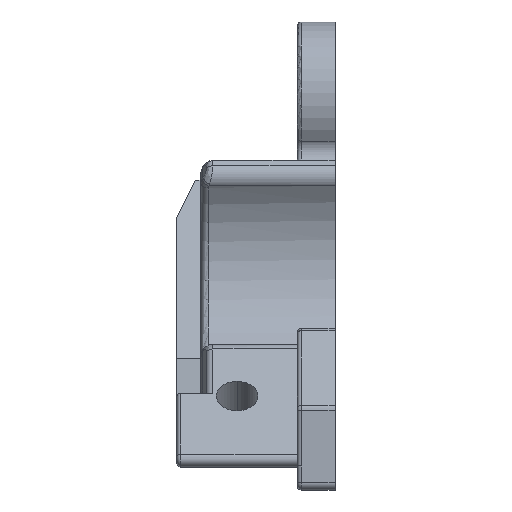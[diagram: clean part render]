
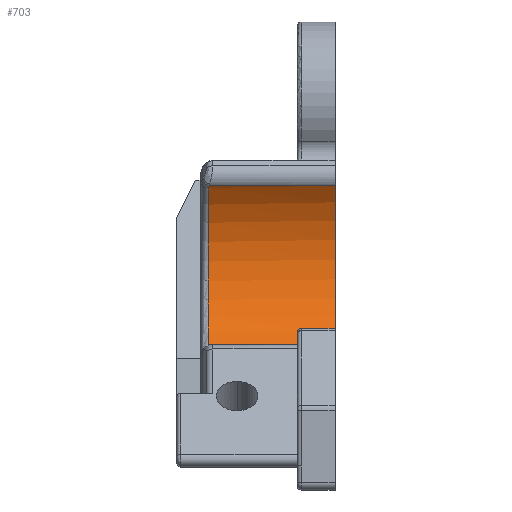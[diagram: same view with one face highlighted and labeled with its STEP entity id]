
A CAD part, left-side view. The second image highlights one B-rep face of the part: STEP entity #703.
In plain terms, the highlighted cylindrical face has radius 15.3 mm (diameter 30.6 mm), a partial arc.
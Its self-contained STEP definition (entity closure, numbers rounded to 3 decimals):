
#16 = CARTESIAN_POINT ( 'NONE',  ( 12.219, 11.8, 9.208 ) ) ;
#40 = VECTOR ( 'NONE', #1590, 1000. ) ;
#166 = DIRECTION ( 'NONE',  ( 0., 0., 1. ) ) ;
#307 = EDGE_CURVE ( 'NONE', #1846, #1162, #2444, .T. ) ;
#364 = CARTESIAN_POINT ( 'NONE',  ( 11.997, -5., 9.495 ) ) ;
#370 = VERTEX_POINT ( 'NONE', #883 ) ;
#416 = FACE_OUTER_BOUND ( 'NONE', #1401, .T. ) ;
#634 = AXIS2_PLACEMENT_3D ( 'NONE', #2222, #1518, #166 ) ;
#650 = CYLINDRICAL_SURFACE ( 'NONE', #1813, 15.3 ) ;
#703 = ADVANCED_FACE ( 'NONE', ( #416 ), #650, .F. ) ;
#883 = CARTESIAN_POINT ( 'NONE',  ( 11.997, 11.724, 9.495 ) ) ;
#945 = EDGE_CURVE ( 'NONE', #2078, #1162, #2011, .T. ) ;
#965 = CIRCLE ( 'NONE', #634, 15.3 ) ;
#1081 = B_SPLINE_CURVE_WITH_KNOTS ( 'NONE', 3,
 ( #2241, #2468, #2079, #16 ),
 .UNSPECIFIED., .F., .F.,
 ( 4, 4 ),
 ( 0., 0. ),
 .UNSPECIFIED. ) ;
#1083 = DIRECTION ( 'NONE',  ( 0., 0., -1. ) ) ;
#1098 = CARTESIAN_POINT ( 'NONE',  ( 0., 0., 0. ) ) ;
#1130 = LINE ( 'NONE', #2093, #40 ) ;
#1162 = VERTEX_POINT ( 'NONE', #1373 ) ;
#1373 = CARTESIAN_POINT ( 'NONE',  ( 0., -5., -15.3 ) ) ;
#1401 = EDGE_LOOP ( 'NONE', ( #2088, #1833, #1940, #1848, #2277 ) ) ;
#1518 = DIRECTION ( 'NONE',  ( 0., 1., 0. ) ) ;
#1590 = DIRECTION ( 'NONE',  ( 0., 1., 0. ) ) ;
#1592 = DIRECTION ( 'NONE',  ( 0., 1., 0. ) ) ;
#1606 = DIRECTION ( 'NONE',  ( 0., 0., -1. ) ) ;
#1776 = CARTESIAN_POINT ( 'NONE',  ( 0., 0., -15.3 ) ) ;
#1800 = CARTESIAN_POINT ( 'NONE',  ( 0., -5., 0. ) ) ;
#1806 = EDGE_CURVE ( 'NONE', #370, #2371, #1081, .T. ) ;
#1813 = AXIS2_PLACEMENT_3D ( 'NONE', #1098, #2739, #1083 ) ;
#1833 = ORIENTED_EDGE ( 'NONE', *, *, #945, .T. ) ;
#1846 = VERTEX_POINT ( 'NONE', #364 ) ;
#1848 = ORIENTED_EDGE ( 'NONE', *, *, #2609, .T. ) ;
#1917 = AXIS2_PLACEMENT_3D ( 'NONE', #1800, #1592, #1606 ) ;
#1940 = ORIENTED_EDGE ( 'NONE', *, *, #307, .F. ) ;
#2011 = LINE ( 'NONE', #1776, #2120 ) ;
#2060 = EDGE_CURVE ( 'NONE', #2371, #2078, #965, .T. ) ;
#2078 = VERTEX_POINT ( 'NONE', #2904 ) ;
#2079 = CARTESIAN_POINT ( 'NONE',  ( 12.143, 11.8, 9.308 ) ) ;
#2088 = ORIENTED_EDGE ( 'NONE', *, *, #2060, .T. ) ;
#2093 = CARTESIAN_POINT ( 'NONE',  ( 11.997, 0., 9.495 ) ) ;
#2120 = VECTOR ( 'NONE', #2948, 1000. ) ;
#2222 = CARTESIAN_POINT ( 'NONE',  ( 0., 11.8, 0. ) ) ;
#2241 = CARTESIAN_POINT ( 'NONE',  ( 11.997, 11.724, 9.495 ) ) ;
#2277 = ORIENTED_EDGE ( 'NONE', *, *, #1806, .T. ) ;
#2371 = VERTEX_POINT ( 'NONE', #2809 ) ;
#2444 = CIRCLE ( 'NONE', #1917, 15.3 ) ;
#2468 = CARTESIAN_POINT ( 'NONE',  ( 12.068, 11.774, 9.405 ) ) ;
#2609 = EDGE_CURVE ( 'NONE', #1846, #370, #1130, .T. ) ;
#2739 = DIRECTION ( 'NONE',  ( 0., -1., 0. ) ) ;
#2809 = CARTESIAN_POINT ( 'NONE',  ( 12.219, 11.8, 9.208 ) ) ;
#2904 = CARTESIAN_POINT ( 'NONE',  ( 0., 11.8, -15.3 ) ) ;
#2948 = DIRECTION ( 'NONE',  ( 0., -1., 0. ) ) ;
